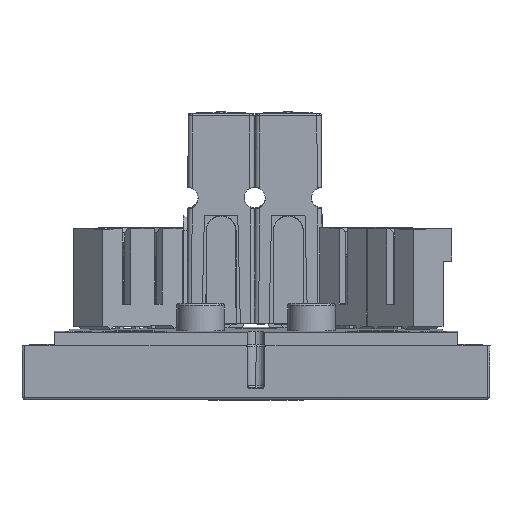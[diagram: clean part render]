
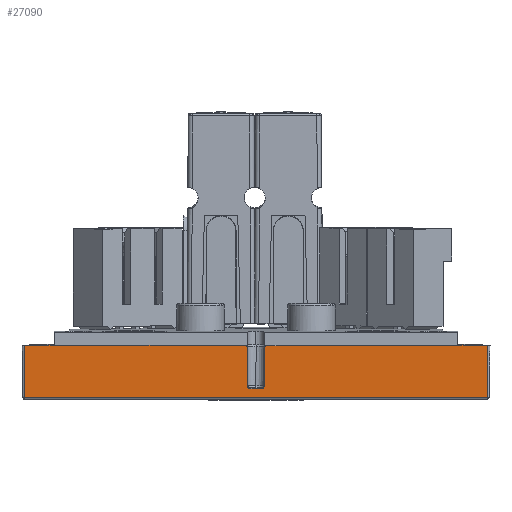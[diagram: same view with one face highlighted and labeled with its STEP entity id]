
A CAD part, top view. The second image highlights one B-rep face of the part: STEP entity #27090.
In plain terms, the highlighted planar face has unit normal (0, -0.035, 0.999).
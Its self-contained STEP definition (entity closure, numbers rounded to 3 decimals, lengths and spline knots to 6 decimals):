
#54=ELLIPSE('',#33141,0.000254,0.000254);
#55=ELLIPSE('',#33142,0.000254,0.000254);
#56=ELLIPSE('',#33143,0.000254,0.000254);
#57=ELLIPSE('',#33144,0.000254,0.000254);
#1616=B_SPLINE_CURVE_WITH_KNOTS('',3,(#45822,#45823,#45824,#45825,#45826,
#45827,#45828,#45829,#45830,#45831,#45832,#45833,#45834,#45835,#45836,#45837,
#45838,#45839),.UNSPECIFIED.,.F.,.F.,(4,1,1,1,1,1,1,1,1,1,1,1,1,1,1,4),
(0.,0.007813,0.015625,0.03125,0.046875,0.0625,0.09375,0.125,0.1875,0.25,
0.3125,0.375,0.5,0.625,0.75,1.),.UNSPECIFIED.);
#1617=B_SPLINE_CURVE_WITH_KNOTS('',3,(#45841,#45842,#45843,#45844,#45845,
#45846,#45847,#45848,#45849,#45850,#45851,#45852,#45853,#45854,#45855,#45856,
#45857,#45858),.UNSPECIFIED.,.F.,.F.,(4,1,1,1,1,1,1,1,1,1,1,1,1,1,1,4),
(0.,0.25,0.375,0.5,0.625,0.6875,0.75,0.8125,0.875,0.90625,0.9375,0.953125,
0.96875,0.984375,0.992188,1.),.UNSPECIFIED.);
#4941=ORIENTED_EDGE('',*,*,#11807,.T.);
#4942=ORIENTED_EDGE('',*,*,#11808,.F.);
#4943=ORIENTED_EDGE('',*,*,#11809,.T.);
#4944=ORIENTED_EDGE('',*,*,#11810,.T.);
#4945=ORIENTED_EDGE('',*,*,#11811,.T.);
#4946=ORIENTED_EDGE('',*,*,#11812,.T.);
#4947=ORIENTED_EDGE('',*,*,#11813,.T.);
#4948=ORIENTED_EDGE('',*,*,#11814,.T.);
#4949=ORIENTED_EDGE('',*,*,#11396,.T.);
#4950=ORIENTED_EDGE('',*,*,#11806,.T.);
#4951=ORIENTED_EDGE('',*,*,#11797,.T.);
#4952=ORIENTED_EDGE('',*,*,#11815,.T.);
#4953=ORIENTED_EDGE('',*,*,#10572,.F.);
#4954=ORIENTED_EDGE('',*,*,#11816,.F.);
#10572=EDGE_CURVE('',#14527,#14529,#17053,.T.);
#11396=EDGE_CURVE('',#15025,#15080,#17684,.T.);
#11797=EDGE_CURVE('',#15333,#15332,#17941,.T.);
#11806=EDGE_CURVE('',#15080,#15333,#17944,.T.);
#11807=EDGE_CURVE('',#15336,#15337,#54,.T.);
#11808=EDGE_CURVE('',#15338,#15337,#17945,.T.);
#11809=EDGE_CURVE('',#15338,#15339,#55,.T.);
#11810=EDGE_CURVE('',#15339,#15340,#17946,.T.);
#11811=EDGE_CURVE('',#15340,#15341,#56,.T.);
#11812=EDGE_CURVE('',#15341,#15342,#17947,.T.);
#11813=EDGE_CURVE('',#15342,#15343,#57,.T.);
#11814=EDGE_CURVE('',#15343,#15025,#1616,.T.);
#11815=EDGE_CURVE('',#15332,#14529,#17948,.T.);
#11816=EDGE_CURVE('',#15336,#14527,#1617,.F.);
#14527=VERTEX_POINT('',#41060);
#14529=VERTEX_POINT('',#41063);
#15025=VERTEX_POINT('',#42827);
#15080=VERTEX_POINT('',#43205);
#15332=VERTEX_POINT('',#45347);
#15333=VERTEX_POINT('',#45356);
#15336=VERTEX_POINT('',#45808);
#15337=VERTEX_POINT('',#45809);
#15338=VERTEX_POINT('',#45811);
#15339=VERTEX_POINT('',#45813);
#15340=VERTEX_POINT('',#45815);
#15341=VERTEX_POINT('',#45817);
#15342=VERTEX_POINT('',#45819);
#15343=VERTEX_POINT('',#45821);
#17053=LINE('',#41062,#19696);
#17684=LINE('',#43206,#20327);
#17941=LINE('',#45355,#20584);
#17944=LINE('',#45805,#20587);
#17945=LINE('',#45810,#20588);
#17946=LINE('',#45814,#20589);
#17947=LINE('',#45818,#20590);
#17948=LINE('',#45840,#20591);
#19696=VECTOR('',#34533,1.);
#20327=VECTOR('',#35882,1.);
#20584=VECTOR('',#36511,1.);
#20587=VECTOR('',#36530,1.);
#20588=VECTOR('',#36535,1.);
#20589=VECTOR('',#36538,1.);
#20590=VECTOR('',#36541,1.);
#20591=VECTOR('',#36544,1.);
#22828=EDGE_LOOP('',(#4941,#4942,#4943,#4944,#4945,#4946,#4947,#4948,#4949,
#4950,#4951,#4952,#4953,#4954));
#24519=FACE_BOUND('',#22828,.T.);
#26001=PLANE('',#33140);
#27090=ADVANCED_FACE('',(#24519),#26001,.T.);
#33140=AXIS2_PLACEMENT_3D('',#45806,#36531,#36532);
#33141=AXIS2_PLACEMENT_3D('',#45807,#36533,#36534);
#33142=AXIS2_PLACEMENT_3D('',#45812,#36536,#36537);
#33143=AXIS2_PLACEMENT_3D('',#45816,#36539,#36540);
#33144=AXIS2_PLACEMENT_3D('',#45820,#36542,#36543);
#34533=DIRECTION('',(1.,0.,0.));
#35882=DIRECTION('',(-1.,0.,0.));
#36511=DIRECTION('',(1.,0.,0.));
#36530=DIRECTION('',(0.,-0.999,-0.035));
#36531=DIRECTION('',(0.,-0.035,0.999));
#36532=DIRECTION('',(0.,-0.999,-0.035));
#36533=DIRECTION('',(0.,-0.035,0.999));
#36534=DIRECTION('',(0.,0.999,0.035));
#36535=DIRECTION('',(0.017,0.999,0.035));
#36536=DIRECTION('',(0.,0.035,-0.999));
#36537=DIRECTION('',(0.,0.999,0.035));
#36538=DIRECTION('',(-1.,0.,0.));
#36539=DIRECTION('',(0.,0.035,-0.999));
#36540=DIRECTION('',(0.,-0.999,-0.035));
#36541=DIRECTION('',(-0.017,0.999,0.035));
#36542=DIRECTION('',(0.,-0.035,0.999));
#36543=DIRECTION('',(0.,-0.999,-0.035));
#36544=DIRECTION('',(0.,0.999,0.035));
#41060=CARTESIAN_POINT('',(0.31958,-0.044021,0.220452));
#41062=CARTESIAN_POINT('',(0.296872,-0.044005,0.220453));
#41063=CARTESIAN_POINT('',(0.323094,-0.044005,0.220453));
#42827=CARTESIAN_POINT('',(0.272285,-0.044018,0.220453));
#43205=CARTESIAN_POINT('',(0.268771,-0.044005,0.220453));
#43206=CARTESIAN_POINT('',(0.295933,-0.044005,0.220453));
#45347=CARTESIAN_POINT('',(0.323094,-0.050103,0.22024));
#45355=CARTESIAN_POINT('',(0.296872,-0.050103,0.22024));
#45356=CARTESIAN_POINT('',(0.268771,-0.050103,0.22024));
#45805=CARTESIAN_POINT('',(0.268771,-0.04401,0.220453));
#45806=CARTESIAN_POINT('',(0.296872,-0.044005,0.220453));
#45807=CARTESIAN_POINT('',(0.297211,-0.044259,0.220444));
#45808=CARTESIAN_POINT('',(0.297099,-0.044031,0.220452));
#45809=CARTESIAN_POINT('',(0.296957,-0.044255,0.220444));
#45810=CARTESIAN_POINT('',(0.296961,-0.044007,0.220453));
#45811=CARTESIAN_POINT('',(0.296877,-0.048834,0.220284));
#45812=CARTESIAN_POINT('',(0.296623,-0.048829,0.220284));
#45813=CARTESIAN_POINT('',(0.296623,-0.049083,0.220276));
#45814=CARTESIAN_POINT('',(0.296872,-0.049083,0.220276));
#45815=CARTESIAN_POINT('',(0.295217,-0.049083,0.220276));
#45816=CARTESIAN_POINT('',(0.295217,-0.048829,0.220284));
#45817=CARTESIAN_POINT('',(0.294963,-0.048834,0.220284));
#45818=CARTESIAN_POINT('',(0.294965,-0.048938,0.220281));
#45819=CARTESIAN_POINT('',(0.294883,-0.044255,0.220444));
#45820=CARTESIAN_POINT('',(0.294629,-0.044259,0.220444));
#45821=CARTESIAN_POINT('',(0.29474,-0.044031,0.220452));
#45822=CARTESIAN_POINT('',(0.294741,-0.04403,0.220452));
#45823=CARTESIAN_POINT('',(0.294689,-0.044005,0.220453));
#45824=CARTESIAN_POINT('',(0.294566,-0.044006,0.220453));
#45825=CARTESIAN_POINT('',(0.294335,-0.044005,0.220453));
#45826=CARTESIAN_POINT('',(0.294041,-0.044005,0.220453));
#45827=CARTESIAN_POINT('',(0.293691,-0.044005,0.220453));
#45828=CARTESIAN_POINT('',(0.293223,-0.044005,0.220453));
#45829=CARTESIAN_POINT('',(0.292638,-0.044005,0.220453));
#45830=CARTESIAN_POINT('',(0.291702,-0.044005,0.220453));
#45831=CARTESIAN_POINT('',(0.290533,-0.044005,0.220453));
#45832=CARTESIAN_POINT('',(0.289129,-0.044005,0.220453));
#45833=CARTESIAN_POINT('',(0.287725,-0.044005,0.220453));
#45834=CARTESIAN_POINT('',(0.285854,-0.044005,0.220453));
#45835=CARTESIAN_POINT('',(0.283514,-0.044005,0.220453));
#45836=CARTESIAN_POINT('',(0.280707,-0.044005,0.220453));
#45837=CARTESIAN_POINT('',(0.276964,-0.044005,0.220453));
#45838=CARTESIAN_POINT('',(0.274157,-0.044005,0.220453));
#45839=CARTESIAN_POINT('',(0.272285,-0.044005,0.220453));
#45840=CARTESIAN_POINT('',(0.323094,-0.044005,0.220453));
#45841=CARTESIAN_POINT('',(0.31958,-0.044005,0.220453));
#45842=CARTESIAN_POINT('',(0.317706,-0.044005,0.220453));
#45843=CARTESIAN_POINT('',(0.314921,-0.044005,0.220453));
#45844=CARTESIAN_POINT('',(0.311221,-0.044005,0.220453));
#45845=CARTESIAN_POINT('',(0.308442,-0.044005,0.220453));
#45846=CARTESIAN_POINT('',(0.306116,-0.044005,0.220453));
#45847=CARTESIAN_POINT('',(0.304244,-0.044005,0.220453));
#45848=CARTESIAN_POINT('',(0.302832,-0.044005,0.220453));
#45849=CARTESIAN_POINT('',(0.301413,-0.044005,0.220453));
#45850=CARTESIAN_POINT('',(0.300222,-0.044005,0.220453));
#45851=CARTESIAN_POINT('',(0.299265,-0.044005,0.220453));
#45852=CARTESIAN_POINT('',(0.298664,-0.044005,0.220453));
#45853=CARTESIAN_POINT('',(0.298182,-0.044005,0.220453));
#45854=CARTESIAN_POINT('',(0.297819,-0.044005,0.220453));
#45855=CARTESIAN_POINT('',(0.297516,-0.044005,0.220453));
#45856=CARTESIAN_POINT('',(0.297275,-0.044006,0.220453));
#45857=CARTESIAN_POINT('',(0.297151,-0.044005,0.220453));
#45858=CARTESIAN_POINT('',(0.297099,-0.044031,0.220452));
